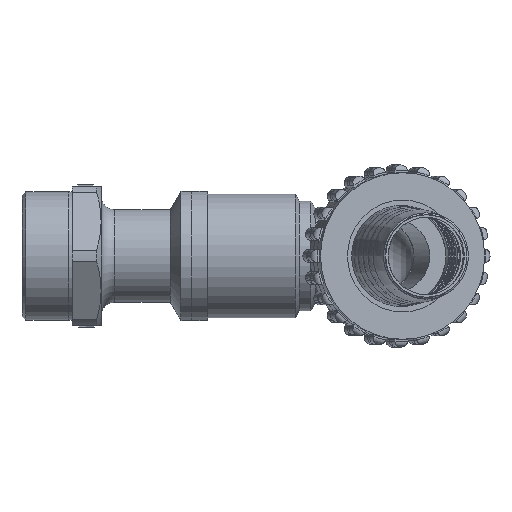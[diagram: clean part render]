
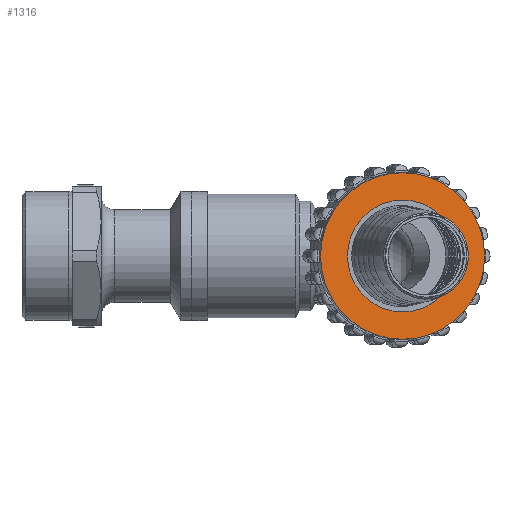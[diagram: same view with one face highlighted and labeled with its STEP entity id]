
A CAD part, front view. The second image highlights one B-rep face of the part: STEP entity #1316.
In plain terms, the highlighted planar face has unit normal (0.174, -0.985, 0).
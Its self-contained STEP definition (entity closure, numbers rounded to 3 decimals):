
#1316 = ADVANCED_FACE( '', ( #3033, #3034 ), #3035, .T. );
#3033 = FACE_OUTER_BOUND( '', #5727, .T. );
#3034 = FACE_BOUND( '', #5728, .T. );
#3035 = PLANE( '', #5729 );
#5727 = EDGE_LOOP( '', ( #11055 ) );
#5728 = EDGE_LOOP( '', ( #11056 ) );
#5729 = AXIS2_PLACEMENT_3D( '', #11057, #11058, #11059 );
#11055 = ORIENTED_EDGE( '', *, *, #15176, .T. );
#11056 = ORIENTED_EDGE( '', *, *, #15078, .F. );
#11057 = CARTESIAN_POINT( '', ( 60.835, -33.988, 8.021 ) );
#11058 = DIRECTION( '', ( 0.174, -0.985, 0. ) );
#11059 = DIRECTION( '', ( 0., 0., -1. ) );
#15078 = EDGE_CURVE( '', #17868, #17868, #17869, .T. );
#15176 = EDGE_CURVE( '', #18022, #18022, #18023, .T. );
#17868 = VERTEX_POINT( '', #24249 );
#17869 = CIRCLE( '', #24250, 14.5 );
#18022 = VERTEX_POINT( '', #25084 );
#18023 = CIRCLE( '', #25085, 21.6 );
#24249 = CARTESIAN_POINT( '', ( 54.403, -35.123, 0. ) );
#24250 = AXIS2_PLACEMENT_3D( '', #34878, #34879, #34880 );
#25084 = CARTESIAN_POINT( '', ( 61.395, -33.89, 0. ) );
#25085 = AXIS2_PLACEMENT_3D( '', #34962, #34963, #34964 );
#34878 = CARTESIAN_POINT( '', ( 40.123, -37.64, 0. ) );
#34879 = DIRECTION( '', ( 0.174, -0.985, 0. ) );
#34880 = DIRECTION( '', ( 0.985, 0.174, 0. ) );
#34962 = CARTESIAN_POINT( '', ( 40.123, -37.64, 0. ) );
#34963 = DIRECTION( '', ( 0.174, -0.985, 0. ) );
#34964 = DIRECTION( '', ( 0.985, 0.174, 0. ) );
